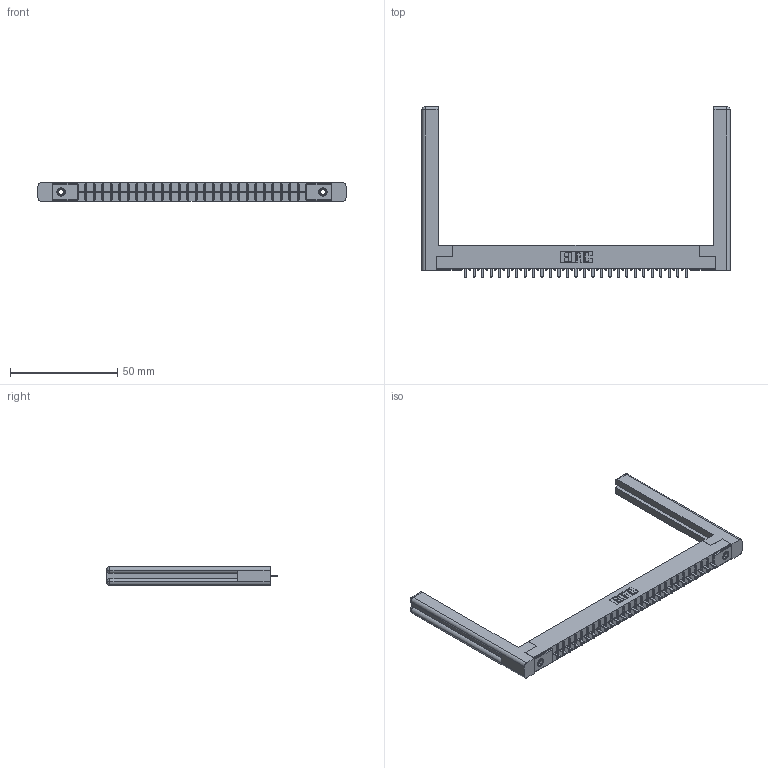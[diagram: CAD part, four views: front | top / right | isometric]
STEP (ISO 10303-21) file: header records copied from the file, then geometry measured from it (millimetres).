
FILE_DESCRIPTION (( 'STEP AP203' ), '1' );
FILE_NAME ('316-027-521-158.STEP', '2018-07-31T02:49:39', ( '' ), ( '' ), 'SwSTEP 2.0', 'SolidWorks 2016', '' );
FILE_SCHEMA (( 'CONFIG_CONTROL_DESIGN' ));
Length unit declared in the file: inch
Products named in the file (5): 306 Part_.156 Dia; 306-290-001_121; 345-250-001_345-250-001-102; 307-220-058; 316-027-521-158
Assembly tree (32 placements, depth 2):
  316-027-521-158
    306 Part_.156 Dia
    306-290-001_121  x27
    345-250-001_345-250-001-102  x2
    307-220-058  x2
Bounding box: 143.61 x 79.53 x 8.71 mm (x, y, z)
Volume: 17459.2 mm3; surface area: 19760.2 mm2
Topology: 32 solids, 32 shells, 2148 faces, 5989 edges, 3834 vertices
Faces by surface type: plane 1421, cylinder 595, sphere 108, cone 12, torus 12
Entity records: 29711 total; most frequent: CARTESIAN_POINT 4995, ORIENTED_EDGE 4892, DIRECTION 4882, EDGE_CURVE 2446, VECTOR 1900, LINE 1900, VERTEX_POINT 1550, AXIS2_PLACEMENT_3D 1491
